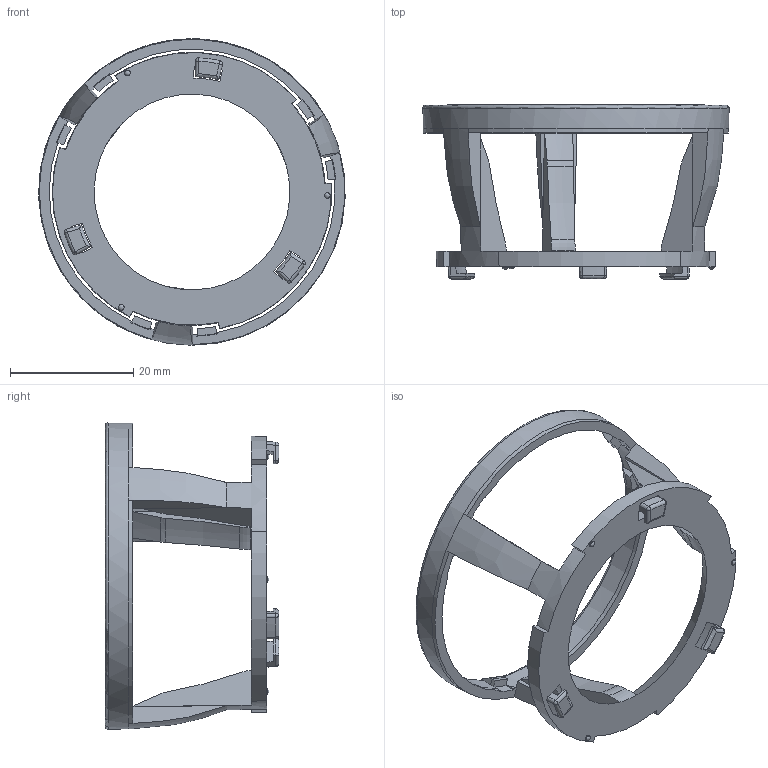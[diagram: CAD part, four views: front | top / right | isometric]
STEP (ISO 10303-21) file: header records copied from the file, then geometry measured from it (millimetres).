
FILE_DESCRIPTION(('STEP AP214'),'1');
FILE_NAME('220131_X73372_3D_LLH79C_IndB.stp','2022-02-01T16:22:03',(' '),(' '),'Spatial InterOp 3D',' ',' ');
FILE_SCHEMA(('AUTOMOTIVE_DESIGN { 1 0 10303 214 1 1 1 1 }'));
Length unit declared in the file: millimetre
Products named in the file (1): 220131_X73372_3D_LLH79C_IndB
Bounding box: 49.75 x 28.23 x 49.77 mm (x, y, z)
Volume: 4233.9 mm3; surface area: 5172.7 mm2
Topology: 1 solids, 1 shells, 346 faces, 957 edges, 617 vertices
Faces by surface type: plane 128, extrusion 92, cone 43, revolution 30, torus 22, cylinder 12, bspline 10, sphere 9
Full cylindrical faces by diameter (mm): 0.93 x3
Entity records: 15038 total; most frequent: CARTESIAN_POINT 4034, ORIENTED_EDGE 1896, DIRECTION 1350, EDGE_CURVE 948, VERTEX_POINT 613, B_SPLINE_CURVE_WITH_KNOTS 485, AXIS2_PLACEMENT_3D 443, VECTOR 434
